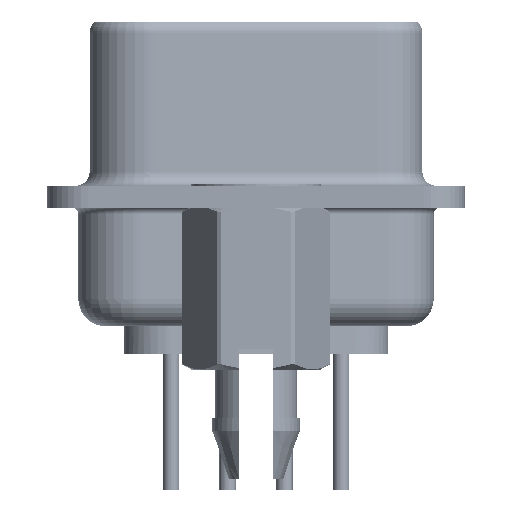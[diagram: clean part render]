
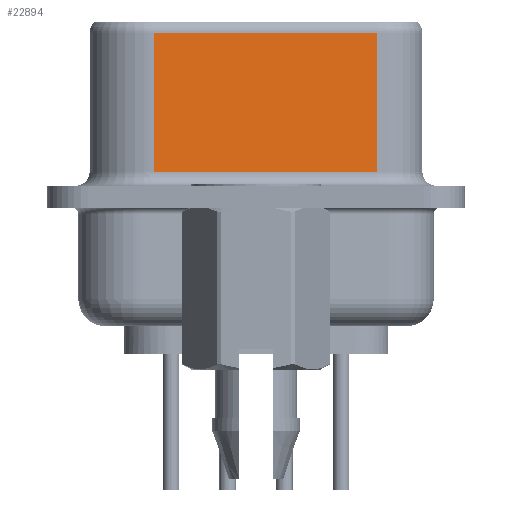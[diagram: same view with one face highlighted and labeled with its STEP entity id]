
A CAD part, left-side view. The second image highlights one B-rep face of the part: STEP entity #22894.
In plain terms, the highlighted planar face has unit normal (-0.985, -0.174, 0).
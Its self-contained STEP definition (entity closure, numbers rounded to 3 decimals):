
#5704 = CARTESIAN_POINT ( 'NONE',  ( 5.181, -4.447, 6.5 ) ) ;
#7004 = DIRECTION ( 'NONE',  ( -0.174, 0.985, 0. ) ) ;
#8247 = ORIENTED_EDGE ( 'NONE', *, *, #18582, .T. ) ;
#9182 = VECTOR ( 'NONE', #12929, 1000. ) ;
#9999 = VECTOR ( 'NONE', #41275, 1000. ) ;
#10900 = CARTESIAN_POINT ( 'NONE',  ( 3.735, 3.753, 6. ) ) ;
#11077 = CARTESIAN_POINT ( 'NONE',  ( 5.181, -4.447, 6.5 ) ) ;
#11846 = VECTOR ( 'NONE', #40920, 1000. ) ;
#12929 = DIRECTION ( 'NONE',  ( 0.174, -0.985, 0. ) ) ;
#14717 = EDGE_CURVE ( 'NONE', #35719, #31755, #44430, .T. ) ;
#16185 = ORIENTED_EDGE ( 'NONE', *, *, #36346, .T. ) ;
#18228 = VERTEX_POINT ( 'NONE', #22158 ) ;
#18582 = EDGE_CURVE ( 'NONE', #25675, #35719, #41382, .T. ) ;
#18626 = CARTESIAN_POINT ( 'NONE',  ( 3.735, 3.753, 0.9 ) ) ;
#21769 = PLANE ( 'NONE',  #32887 ) ;
#22158 = CARTESIAN_POINT ( 'NONE',  ( 5.181, -4.447, 0.9 ) ) ;
#22894 = ADVANCED_FACE ( 'NONE', ( #25398 ), #21769, .F. ) ;
#25398 = FACE_OUTER_BOUND ( 'NONE', #33796, .T. ) ;
#25675 = VERTEX_POINT ( 'NONE', #44725 ) ;
#26304 = VECTOR ( 'NONE', #32333, 1000. ) ;
#26748 = LINE ( 'NONE', #45653, #9182 ) ;
#26847 = CARTESIAN_POINT ( 'NONE',  ( 5.181, -4.447, 6. ) ) ;
#27459 = ORIENTED_EDGE ( 'NONE', *, *, #40340, .F. ) ;
#28214 = LINE ( 'NONE', #5704, #26304 ) ;
#29010 = DIRECTION ( 'NONE',  ( 0.985, 0.174, 0. ) ) ;
#31755 = VERTEX_POINT ( 'NONE', #18626 ) ;
#32333 = DIRECTION ( 'NONE',  ( 0., 0., -1. ) ) ;
#32887 = AXIS2_PLACEMENT_3D ( 'NONE', #11077, #29010, #7004 ) ;
#33796 = EDGE_LOOP ( 'NONE', ( #27459, #8247, #39706, #16185 ) ) ;
#35719 = VERTEX_POINT ( 'NONE', #10900 ) ;
#36346 = EDGE_CURVE ( 'NONE', #31755, #18228, #26748, .T. ) ;
#39706 = ORIENTED_EDGE ( 'NONE', *, *, #14717, .T. ) ;
#40340 = EDGE_CURVE ( 'NONE', #25675, #18228, #28214, .T. ) ;
#40920 = DIRECTION ( 'NONE',  ( -0.174, 0.985, 0. ) ) ;
#41275 = DIRECTION ( 'NONE',  ( 0., 0., -1. ) ) ;
#41382 = LINE ( 'NONE', #26847, #11846 ) ;
#44430 = LINE ( 'NONE', #44908, #9999 ) ;
#44725 = CARTESIAN_POINT ( 'NONE',  ( 5.181, -4.447, 6. ) ) ;
#44908 = CARTESIAN_POINT ( 'NONE',  ( 3.735, 3.753, 6.5 ) ) ;
#45653 = CARTESIAN_POINT ( 'NONE',  ( 5.181, -4.447, 0.9 ) ) ;
